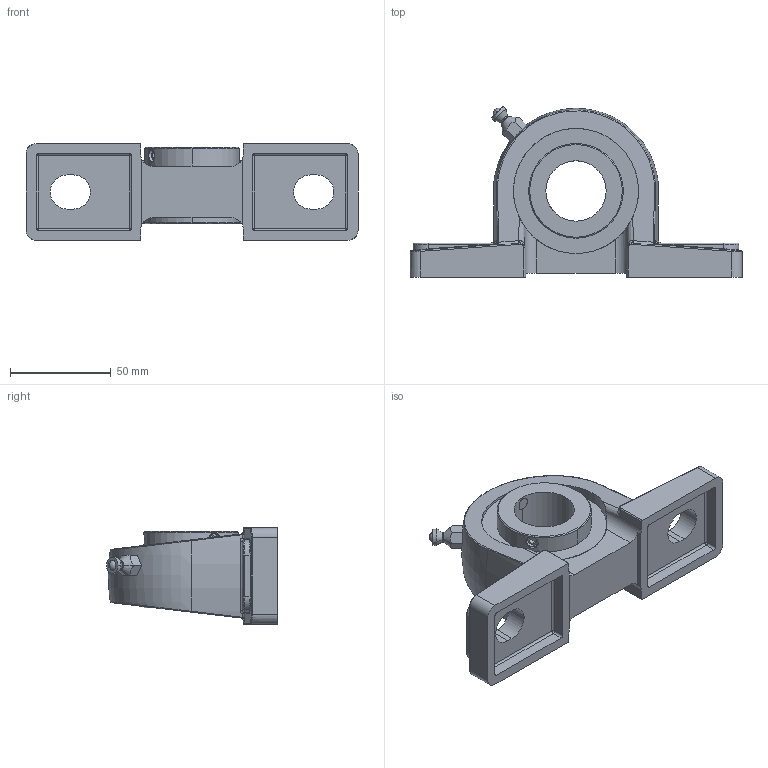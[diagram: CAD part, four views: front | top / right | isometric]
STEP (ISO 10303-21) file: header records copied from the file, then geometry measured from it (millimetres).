
FILE_DESCRIPTION (( 'STEP AP203' ), '1' );
FILE_NAME ('UCP206-FKB_203.STEP', '2014-11-10T03:06:57', ( '' ), ( '' ), 'SwSTEP 2.0', 'SolidWorks 2010', '' );
FILE_SCHEMA (( 'CONFIG_CONTROL_DESIGN' ));
Length unit declared in the file: millimetre
Products named in the file (1): UCP206-FKB_203
Bounding box: 165 x 84.83 x 48 mm (x, y, z)
Volume: 210266.2 mm3; surface area: 40883.6 mm2
Topology: 1 solids, 1 shells, 261 faces, 626 edges, 361 vertices
Faces by surface type: cylinder 92, plane 72, bspline 58, torus 15, cone 14, sphere 10
Entity records: 15033 total; most frequent: CARTESIAN_POINT 9365, ORIENTED_EDGE 1220, DIRECTION 1094, EDGE_CURVE 610, AXIS2_PLACEMENT_3D 428, VERTEX_POINT 361, EDGE_LOOP 277, ADVANCED_FACE 261
